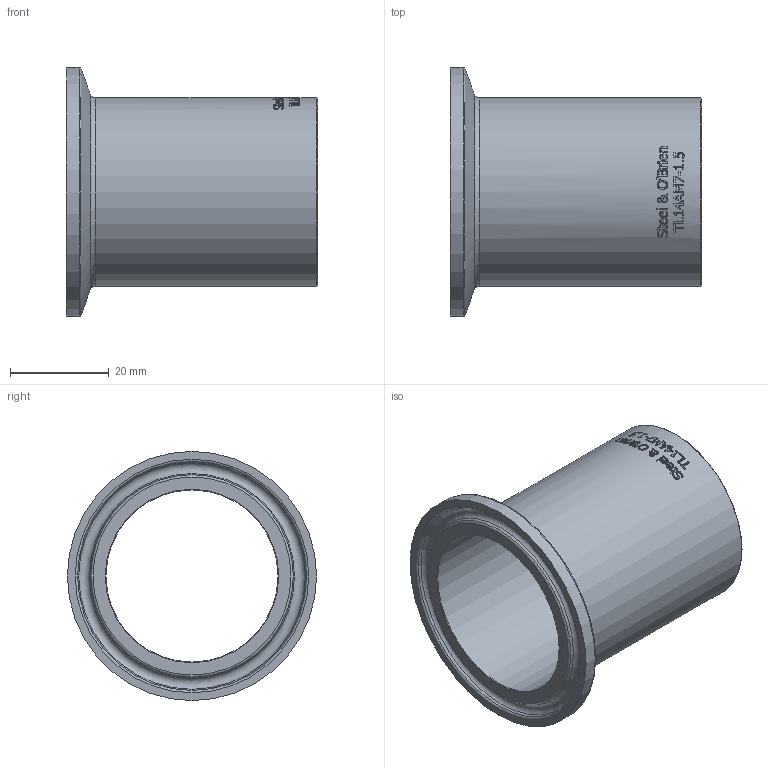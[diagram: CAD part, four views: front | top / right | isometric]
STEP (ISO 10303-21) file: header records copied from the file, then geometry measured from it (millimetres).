
FILE_DESCRIPTION(/* description */ (''),/* implementation_level */ '2;1');
FILE_NAME(/* name */ 'TL14AM7-1.5.stp',/* time_stamp */ '2019-08-05T10:01:22-04:00',/* author */ ('rick'),/* organization */ (''),/* preprocessor_version */ 'ST-DEVELOPER v15.2',/* originating_system */ 'Autodesk Inventor 2014',/* authorisation */ '');
FILE_SCHEMA (('AUTOMOTIVE_DESIGN { 1 0 10303 214 3 1 1 }'));
Length unit declared in the file: inch
Products named in the file (1): TL14AM7-1.5
Bounding box: 50.8 x 50.39 x 50.39 mm (x, y, z)
Volume: 12493.4 mm3; surface area: 13802.7 mm2
Topology: 1 solids, 1 shells, 360 faces, 955 edges, 633 vertices
Faces by surface type: plane 177, bspline 134, cylinder 38, torus 8, cone 3
Full cylindrical faces by diameter (mm): 34.798 x1, 38.1 x1, 50.394 x1
Entity records: 13717 total; most frequent: CARTESIAN_POINT 5466, ORIENTED_EDGE 1882, DIRECTION 1348, EDGE_CURVE 941, VERTEX_POINT 633, LINE 452, VECTOR 452, AXIS2_PLACEMENT_3D 448
